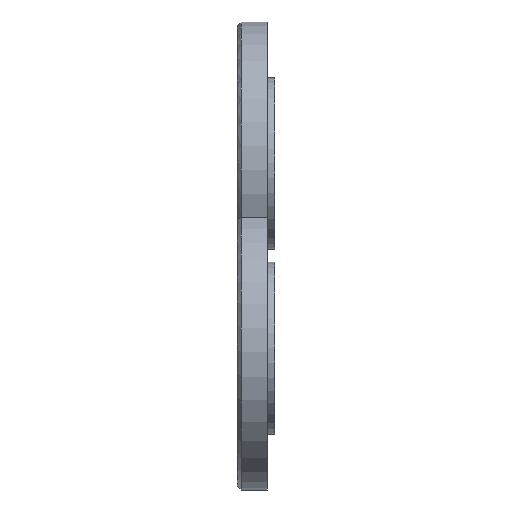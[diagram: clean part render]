
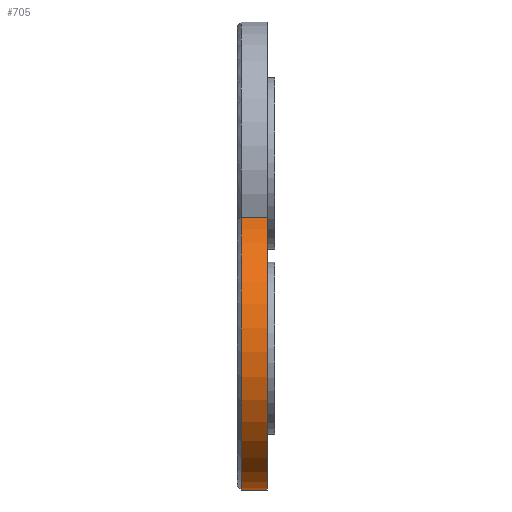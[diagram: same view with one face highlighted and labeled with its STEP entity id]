
A CAD part, left-side view. The second image highlights one B-rep face of the part: STEP entity #705.
In plain terms, the highlighted cylindrical face has radius 19 mm (diameter 38 mm), a partial arc.
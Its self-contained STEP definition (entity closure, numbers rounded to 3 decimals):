
#48=CYLINDRICAL_SURFACE('',#815,19.);
#133=FACE_OUTER_BOUND('',#185,.T.);
#185=EDGE_LOOP('',(#625,#626,#627,#628));
#218=LINE('',#1166,#249);
#223=LINE('',#1240,#254);
#249=VECTOR('',#967,10.);
#254=VECTOR('',#1002,10.);
#310=CIRCLE('',#814,19.);
#311=CIRCLE('',#816,19.);
#348=VERTEX_POINT('',#1163);
#349=VERTEX_POINT('',#1165);
#362=VERTEX_POINT('',#1222);
#366=VERTEX_POINT('',#1239);
#425=EDGE_CURVE('',#348,#349,#218,.T.);
#448=EDGE_CURVE('',#366,#362,#223,.T.);
#464=EDGE_CURVE('',#349,#362,#310,.T.);
#465=EDGE_CURVE('',#366,#348,#311,.T.);
#625=ORIENTED_EDGE('',*,*,#425,.F.);
#626=ORIENTED_EDGE('',*,*,#465,.F.);
#627=ORIENTED_EDGE('',*,*,#448,.T.);
#628=ORIENTED_EDGE('',*,*,#464,.F.);
#705=ADVANCED_FACE('',(#133),#48,.T.);
#814=AXIS2_PLACEMENT_3D('',#1275,#1037,#1038);
#815=AXIS2_PLACEMENT_3D('',#1276,#1039,#1040);
#816=AXIS2_PLACEMENT_3D('',#1277,#1041,#1042);
#967=DIRECTION('',(0.,1.,0.));
#1002=DIRECTION('',(0.,1.,0.));
#1037=DIRECTION('center_axis',(0.,1.,0.));
#1038=DIRECTION('ref_axis',(0.386,0.,-0.923));
#1039=DIRECTION('center_axis',(0.,1.,0.));
#1040=DIRECTION('ref_axis',(-0.488,0.,-0.873));
#1041=DIRECTION('center_axis',(0.,-1.,0.));
#1042=DIRECTION('ref_axis',(-0.386,0.,0.923));
#1163=CARTESIAN_POINT('',(46.018,10.5,-88.295));
#1165=CARTESIAN_POINT('',(46.018,14.,-88.295));
#1166=CARTESIAN_POINT('',(46.018,10.5,-88.295));
#1222=CARTESIAN_POINT('',(19.924,14.,-73.717));
#1239=CARTESIAN_POINT('',(19.924,10.5,-73.717));
#1240=CARTESIAN_POINT('',(19.924,10.5,-73.717));
#1275=CARTESIAN_POINT('Origin',(27.249,14.,-91.249));
#1276=CARTESIAN_POINT('Origin',(27.249,10.5,-91.249));
#1277=CARTESIAN_POINT('Origin',(27.249,10.5,-91.249));
